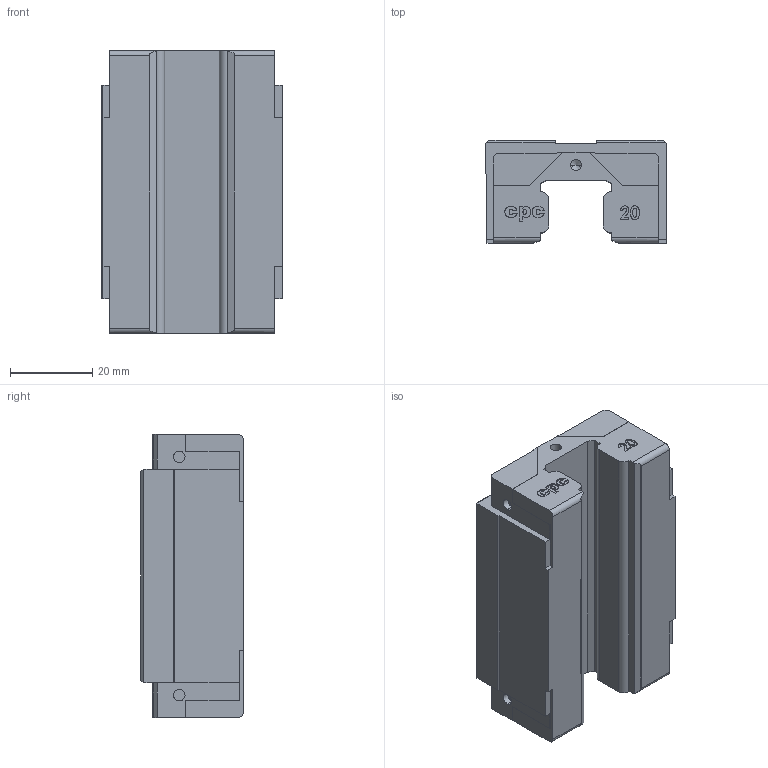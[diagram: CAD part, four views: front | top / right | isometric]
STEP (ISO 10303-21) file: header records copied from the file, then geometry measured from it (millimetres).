
FILE_DESCRIPTION (( 'STEP AP214' ), '1' );
FILE_NAME ('HRC20MN-block.STEP', '2013-03-11T11:18:16', ( 'CPC' ), ( '' ), 'SwSTEP 2.0', 'SolidWorks 2010', '' );
FILE_SCHEMA (( 'AUTOMOTIVE_DESIGN' ));
Length unit declared in the file: millimetre
Products named in the file (1): HRC20MN-block
Bounding box: 44 x 25 x 69 mm (x, y, z)
Volume: 54616.4 mm3; surface area: 14132.9 mm2
Topology: 1 solids, 1 shells, 286 faces, 760 edges, 494 vertices
Faces by surface type: plane 136, bspline 90, cylinder 40, cone 20
Entity records: 16688 total; most frequent: CARTESIAN_POINT 9911, ORIENTED_EDGE 1496, DIRECTION 1050, EDGE_CURVE 748, VERTEX_POINT 494, LINE 472, VECTOR 472, EDGE_LOOP 316
